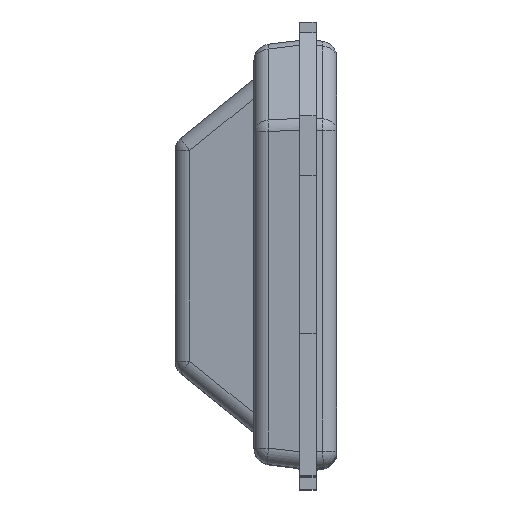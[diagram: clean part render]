
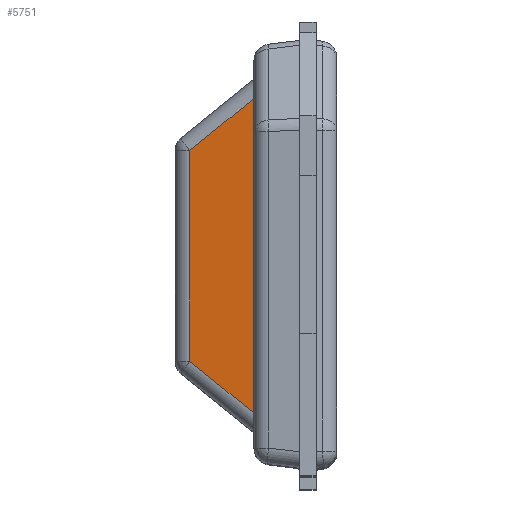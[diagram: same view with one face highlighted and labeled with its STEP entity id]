
A CAD part, top view. The second image highlights one B-rep face of the part: STEP entity #5751.
In plain terms, the highlighted planar face has unit normal (-0.122, 0, 0.993).
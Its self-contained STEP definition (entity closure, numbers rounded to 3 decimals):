
#175=PLANE('',#6203);
#521=LINE('',#8550,#1176);
#522=LINE('',#8559,#1177);
#534=LINE('',#8600,#1189);
#536=LINE('',#8603,#1191);
#1176=VECTOR('',#6991,1.);
#1177=VECTOR('',#7002,1.);
#1189=VECTOR('',#7048,1.);
#1191=VECTOR('',#7052,1.);
#1870=FACE_OUTER_BOUND('',#2211,.T.);
#2211=EDGE_LOOP('',(#4463,#4464,#4465,#4466));
#2718=VERTEX_POINT('',#8539);
#2721=VERTEX_POINT('',#8546);
#2723=VERTEX_POINT('',#8552);
#2737=VERTEX_POINT('',#8598);
#3355=EDGE_CURVE('',#2718,#2721,#521,.T.);
#3359=EDGE_CURVE('',#2723,#2718,#522,.T.);
#3380=EDGE_CURVE('',#2737,#2723,#534,.T.);
#3382=EDGE_CURVE('',#2721,#2737,#536,.T.);
#4463=ORIENTED_EDGE('',*,*,#3355,.F.);
#4464=ORIENTED_EDGE('',*,*,#3359,.F.);
#4465=ORIENTED_EDGE('',*,*,#3380,.F.);
#4466=ORIENTED_EDGE('',*,*,#3382,.F.);
#5751=ADVANCED_FACE('',(#1870),#175,.T.);
#6203=AXIS2_PLACEMENT_3D('',#8602,#7050,#7051);
#6991=DIRECTION('',(0.774,0.627,0.095));
#7002=DIRECTION('',(0.,1.,0.));
#7048=DIRECTION('',(-0.774,0.627,-0.095));
#7050=DIRECTION('center_axis',(-0.122,0.,0.993));
#7051=DIRECTION('ref_axis',(0.993,0.,0.122));
#7052=DIRECTION('',(0.,-1.,0.));
#8539=CARTESIAN_POINT('',(-1.424,1.27,2.718));
#8546=CARTESIAN_POINT('',(-0.1,2.342,2.88));
#8550=CARTESIAN_POINT('',(-1.543,1.174,2.703));
#8552=CARTESIAN_POINT('',(-1.424,-1.27,2.718));
#8559=CARTESIAN_POINT('',(-1.424,-0.645,2.718));
#8598=CARTESIAN_POINT('',(-0.1,-2.342,2.88));
#8600=CARTESIAN_POINT('',(-0.959,-1.647,2.775));
#8602=CARTESIAN_POINT('Origin',(-0.85,-1.29,2.788));
#8603=CARTESIAN_POINT('',(-0.1,2.58,2.88));
